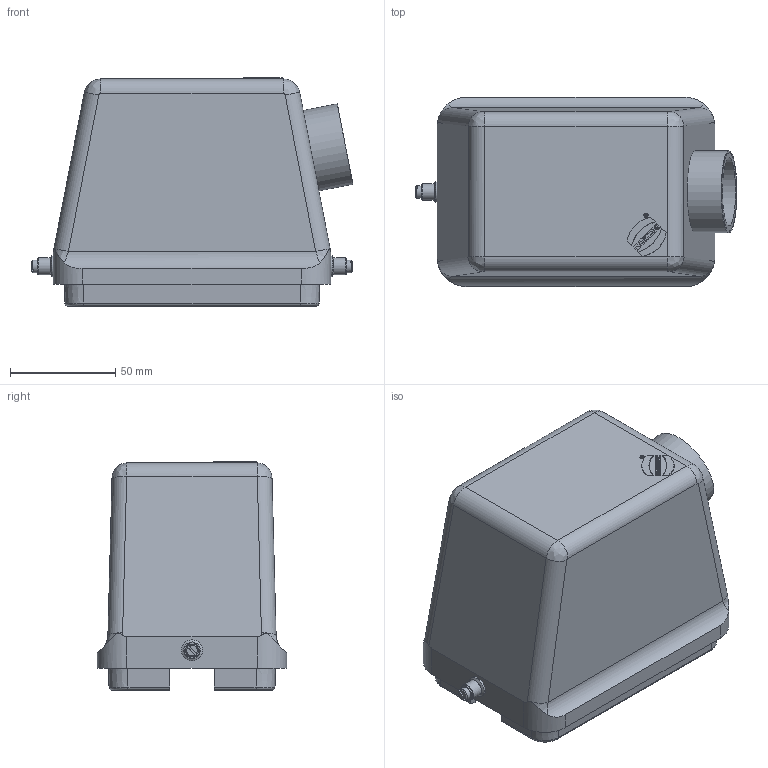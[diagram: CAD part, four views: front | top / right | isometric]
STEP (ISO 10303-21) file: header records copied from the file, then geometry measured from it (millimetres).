
FILE_DESCRIPTION((''),'2;1');
FILE_NAME('05300480560.stp','2020-07-17T10:28:34',('e.eickhoff'),(''),'Autodesk Inventor 2012','Autodesk Inventor 2012','');
FILE_SCHEMA(('AUTOMOTIVE_DESIGN { 1 0 10303 214 1 1 1 1 }'));
Length unit declared in the file: millimetre
Products named in the file (3): 05300480560; M32-PG29 Adapter
Assembly tree (2 placements, depth 2):
  05300480560
    05300480560
    M32-PG29 Adapter
Bounding box: 153 x 90 x 108.5 mm (x, y, z)
Volume: 273955.7 mm3; surface area: 102749.5 mm2
Topology: 2 solids, 4 shells, 380 faces, 1599 edges, 1853 vertices
Faces by surface type: plane 205, cylinder 113, cone 32, bspline 24, torus 6
Full cylindrical faces by diameter (mm): 3 x8, 6 x6, 6.05 x2, 7.3 x2, 8 x2, 10 x2, 32 x1, 32.5 x1, 37 x1, 37.5 x1, 39 x1
Entity records: 17744 total; most frequent: CARTESIAN_POINT 4653, DIRECTION 2380, ORIENTED_EDGE 1822, EDGE_CURVE 911, AXIS2_PLACEMENT_3D 831, VECTOR 718, LINE 718, DIMENSIONAL_EXPONENTS 613
